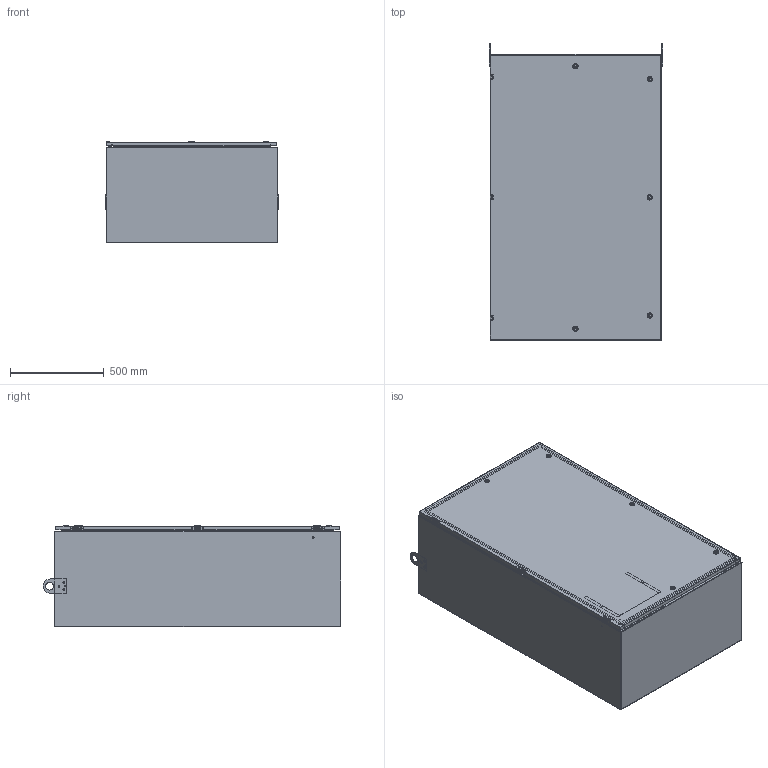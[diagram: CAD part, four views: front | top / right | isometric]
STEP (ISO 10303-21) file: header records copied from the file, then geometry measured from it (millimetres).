
FILE_DESCRIPTION (( 'STEP AP214' ), '1' );
FILE_NAME ('SCE-60EL3620LP_REV2.STEP', '2023-08-23T19:10:51', ( '' ), ( '' ), 'SwSTEP 2.0', 'SolidWorks 2021', '' );
FILE_SCHEMA (( 'AUTOMOTIVE_DESIGN' ));
Length unit declared in the file: inch
Products named in the file (1): SCE-60EL3620LP_REV2
Bounding box: 921.05 x 1582.67 x 539.86 mm (x, y, z)
Volume: 15150985.3 mm3; surface area: 14279678.3 mm2
Topology: 55 solids, 58 shells, 2465 faces, 6193 edges, 3920 vertices
Faces by surface type: plane 1206, cylinder 871, bspline 138, torus 129, cone 96, sphere 25
Full cylindrical faces by diameter (mm): 1.016 x3, 3.978 x3, 4.318 x9, 4.369 x6, 4.775 x4, 4.978 x12, 5.207 x6, 5.232 x6, 5.537 x3, 6.096 x6, 6.198 x6, 6.35 x6, 8.738 x3, 9.525 x6, 11.112 x4
Entity records: 89284 total; most frequent: CARTESIAN_POINT 30310, DIRECTION 12012, ORIENTED_EDGE 11954, EDGE_CURVE 5977, AXIS2_PLACEMENT_3D 4334, VERTEX_POINT 3872, VECTOR 3344, LINE 3344
